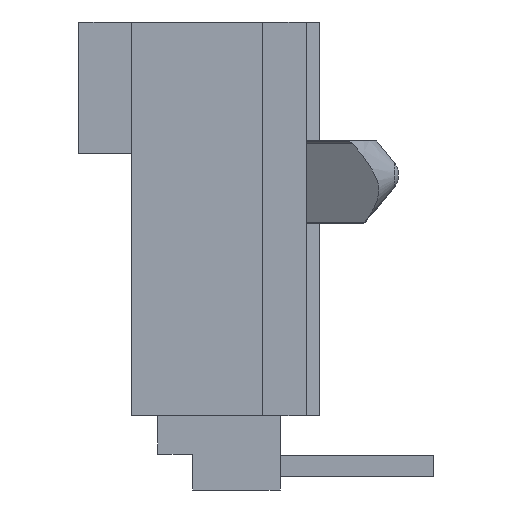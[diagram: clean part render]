
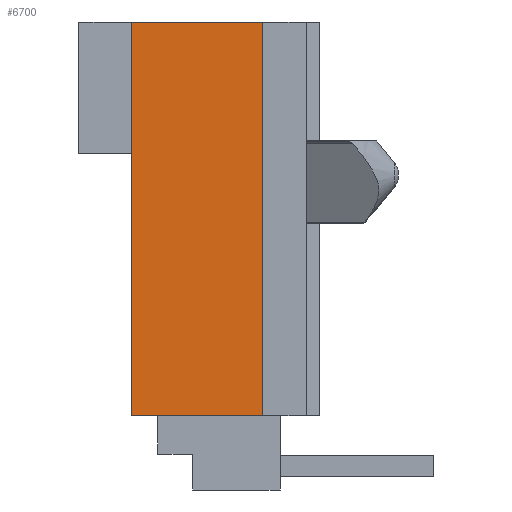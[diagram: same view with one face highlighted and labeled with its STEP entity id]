
A CAD part, left-side view. The second image highlights one B-rep face of the part: STEP entity #6700.
In plain terms, the highlighted planar face has unit normal (-1, 0, 0).
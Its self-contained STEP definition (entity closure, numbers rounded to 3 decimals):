
#249 = DIRECTION ( 'NONE',  ( 0., 0., 1. ) ) ;
#409 = CARTESIAN_POINT ( 'NONE',  ( -8.89, 2.54, -5.715 ) ) ;
#452 = CARTESIAN_POINT ( 'NONE',  ( -8.89, 2.54, -5.715 ) ) ;
#1120 = VECTOR ( 'NONE', #2311, 1000. ) ;
#1325 = LINE ( 'NONE', #2877, #1507 ) ;
#1421 = CARTESIAN_POINT ( 'NONE',  ( -8.89, 2.54, -5.715 ) ) ;
#1469 = CARTESIAN_POINT ( 'NONE',  ( -8.89, -1.27, 5.715 ) ) ;
#1507 = VECTOR ( 'NONE', #7666, 1000. ) ;
#1589 = VERTEX_POINT ( 'NONE', #409 ) ;
#2311 = DIRECTION ( 'NONE',  ( 0., 0., 1. ) ) ;
#2734 = CARTESIAN_POINT ( 'NONE',  ( -8.89, 2.54, 5.715 ) ) ;
#2877 = CARTESIAN_POINT ( 'NONE',  ( -8.89, 0., 5.715 ) ) ;
#3210 = VECTOR ( 'NONE', #3591, 1000. ) ;
#3230 = CARTESIAN_POINT ( 'NONE',  ( -8.89, -1.27, -5.715 ) ) ;
#3259 = EDGE_CURVE ( 'NONE', #1589, #7592, #7137, .T. ) ;
#3337 = AXIS2_PLACEMENT_3D ( 'NONE', #1421, #3818, #249 ) ;
#3351 = EDGE_CURVE ( 'NONE', #1589, #3579, #6393, .T. ) ;
#3579 = VERTEX_POINT ( 'NONE', #3230 ) ;
#3591 = DIRECTION ( 'NONE',  ( 0., -1., 0. ) ) ;
#3775 = VECTOR ( 'NONE', #4006, 1000. ) ;
#3818 = DIRECTION ( 'NONE',  ( -1., 0., 0. ) ) ;
#4006 = DIRECTION ( 'NONE',  ( 0., 0., 1. ) ) ;
#4299 = LINE ( 'NONE', #6499, #1120 ) ;
#4320 = VERTEX_POINT ( 'NONE', #1469 ) ;
#4796 = CARTESIAN_POINT ( 'NONE',  ( -8.89, 2.54, -5.715 ) ) ;
#5492 = ORIENTED_EDGE ( 'NONE', *, *, #3351, .T. ) ;
#5609 = ORIENTED_EDGE ( 'NONE', *, *, #7123, .F. ) ;
#5653 = FACE_OUTER_BOUND ( 'NONE', #7310, .T. ) ;
#6393 = LINE ( 'NONE', #4796, #3210 ) ;
#6499 = CARTESIAN_POINT ( 'NONE',  ( -8.89, -1.27, -5.715 ) ) ;
#6642 = ORIENTED_EDGE ( 'NONE', *, *, #7138, .T. ) ;
#6700 = ADVANCED_FACE ( 'NONE', ( #5653 ), #6802, .T. ) ;
#6802 = PLANE ( 'NONE',  #3337 ) ;
#7123 = EDGE_CURVE ( 'NONE', #7592, #4320, #1325, .T. ) ;
#7137 = LINE ( 'NONE', #452, #3775 ) ;
#7138 = EDGE_CURVE ( 'NONE', #3579, #4320, #4299, .T. ) ;
#7310 = EDGE_LOOP ( 'NONE', ( #7564, #5492, #6642, #5609 ) ) ;
#7564 = ORIENTED_EDGE ( 'NONE', *, *, #3259, .F. ) ;
#7592 = VERTEX_POINT ( 'NONE', #2734 ) ;
#7666 = DIRECTION ( 'NONE',  ( 0., -1., 0. ) ) ;
